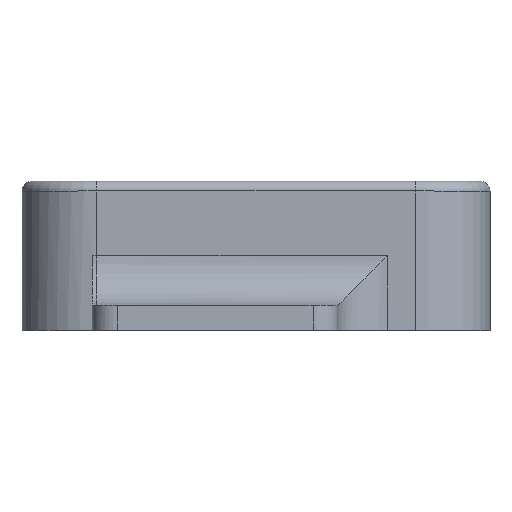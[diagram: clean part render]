
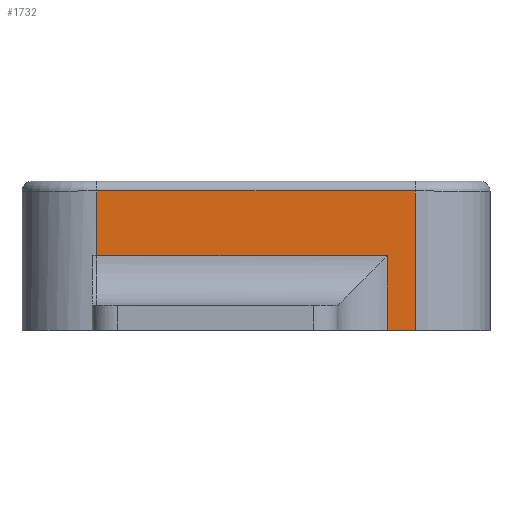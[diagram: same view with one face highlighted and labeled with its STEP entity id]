
A CAD part, top view. The second image highlights one B-rep face of the part: STEP entity #1732.
In plain terms, the highlighted planar face has unit normal (0, 0, 1).
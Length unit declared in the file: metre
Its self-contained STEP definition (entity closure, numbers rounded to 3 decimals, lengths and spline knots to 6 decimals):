
#166=ORIENTED_EDGE('',*,*,#676,.T.);
#167=ORIENTED_EDGE('',*,*,#677,.T.);
#168=ORIENTED_EDGE('',*,*,#678,.T.);
#169=ORIENTED_EDGE('',*,*,#679,.T.);
#170=ORIENTED_EDGE('',*,*,#680,.T.);
#171=ORIENTED_EDGE('',*,*,#681,.T.);
#676=EDGE_CURVE('',#931,#932,#1092,.F.);
#677=EDGE_CURVE('',#932,#933,#1093,.F.);
#678=EDGE_CURVE('',#933,#934,#1094,.T.);
#679=EDGE_CURVE('',#934,#935,#1095,.T.);
#680=EDGE_CURVE('',#935,#936,#1096,.F.);
#681=EDGE_CURVE('',#936,#931,#1097,.T.);
#931=VERTEX_POINT('',#2612);
#932=VERTEX_POINT('',#2613);
#933=VERTEX_POINT('',#2615);
#934=VERTEX_POINT('',#2617);
#935=VERTEX_POINT('',#2619);
#936=VERTEX_POINT('',#2621);
#1092=LINE('',#2611,#1270);
#1093=LINE('',#2614,#1271);
#1094=LINE('',#2616,#1272);
#1095=LINE('',#2618,#1273);
#1096=LINE('',#2620,#1274);
#1097=LINE('',#2622,#1275);
#1270=VECTOR('',#2064,1.);
#1271=VECTOR('',#2065,1.);
#1272=VECTOR('',#2066,1.);
#1273=VECTOR('',#2067,1.);
#1274=VECTOR('',#2068,1.);
#1275=VECTOR('',#2069,1.);
#1425=EDGE_LOOP('',(#166,#167,#168,#169,#170,#171));
#1552=FACE_BOUND('',#1425,.T.);
#1671=PLANE('',#1851);
#1732=ADVANCED_FACE('',(#1552),#1671,.F.);
#1851=AXIS2_PLACEMENT_3D('',#2610,#2062,#2063);
#2062=DIRECTION('',(0.,0.,-1.));
#2063=DIRECTION('',(-1.,0.,0.));
#2064=DIRECTION('',(0.,-1.,0.));
#2065=DIRECTION('',(1.,0.,0.));
#2066=DIRECTION('',(0.,-1.,0.));
#2067=DIRECTION('',(1.,0.,0.));
#2068=DIRECTION('',(0.,1.,0.));
#2069=DIRECTION('',(1.,0.,0.));
#2610=CARTESIAN_POINT('',(0.00125,0.003,0.02825));
#2611=CARTESIAN_POINT('',(0.03325,0.003,0.02825));
#2612=CARTESIAN_POINT('',(0.03325,-0.028,0.02825));
#2613=CARTESIAN_POINT('',(0.03325,0.,0.02825));
#2614=CARTESIAN_POINT('',(0.00125,0.,0.02825));
#2615=CARTESIAN_POINT('',(-0.03075,0.,0.02825));
#2616=CARTESIAN_POINT('',(-0.03075,-0.028,0.02825));
#2617=CARTESIAN_POINT('',(-0.03075,-0.013,0.02825));
#2618=CARTESIAN_POINT('',(0.00125,-0.013,0.02825));
#2619=CARTESIAN_POINT('',(0.02765,-0.013,0.02825));
#2620=CARTESIAN_POINT('',(0.02765,-0.028,0.02825));
#2621=CARTESIAN_POINT('',(0.02765,-0.028,0.02825));
#2622=CARTESIAN_POINT('',(0.00125,-0.028,0.02825));
